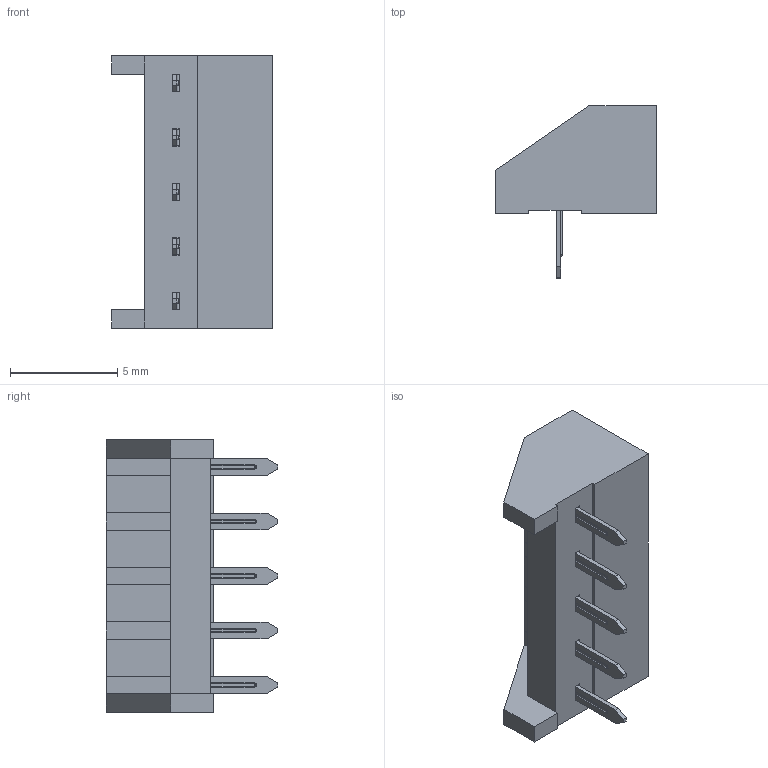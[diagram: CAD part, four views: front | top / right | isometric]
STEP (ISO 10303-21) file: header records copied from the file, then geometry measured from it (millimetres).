
FILE_DESCRIPTION(('CoCreate Modeling STEP Export'),'2;1');
FILE_NAME('MDF7-5S-2.54DSA.stp','2013-06-24T 9:46:35',(''),(''),'CoCreate Modeling STEP processor for AP214 (Solid Model)','CoCreate Modeling 17.0 01-Apr-2010 (C) Parametric Technology GmbH','');
FILE_SCHEMA(('AUTOMOTIVE_DESIGN { 1 0 10303 214 1 1 1 1 }'));
Length unit declared in the file: millimetre
Products named in the file (1): MDF7-5S-2.54DSA
Bounding box: 7.5 x 8 x 12.7 mm (x, y, z)
Volume: 275.6 mm3; surface area: 445.8 mm2
Topology: 1 solids, 1 shells, 296 faces, 805 edges, 486 vertices
Faces by surface type: plane 181, cylinder 80, torus 35
Entity records: 10733 total; most frequent: ORIENTED_EDGE 1610, CARTESIAN_POINT 1543, DIRECTION 1524, EDGE_CURVE 805, VECTOR 590, LINE 590, VERTEX_POINT 486, AXIS2_PLACEMENT_3D 467
